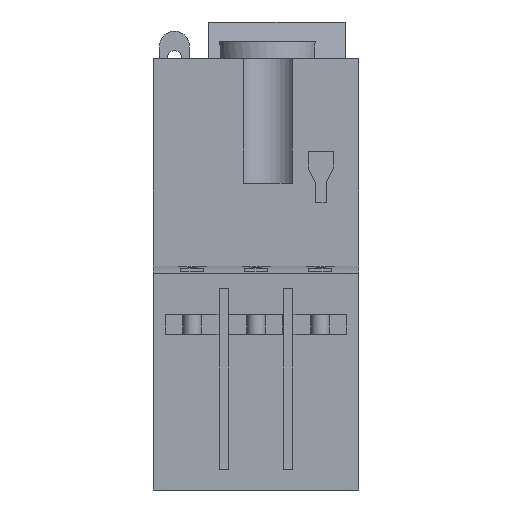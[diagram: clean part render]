
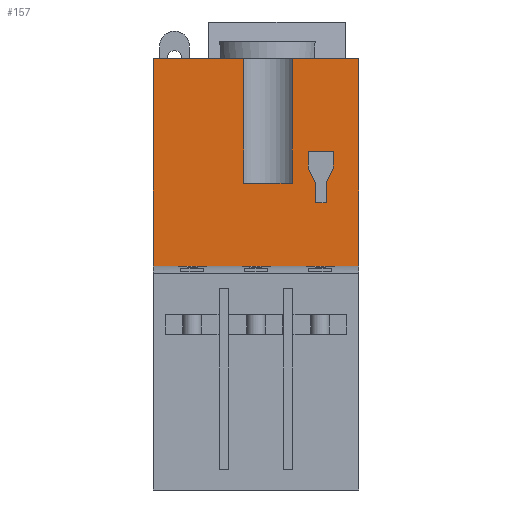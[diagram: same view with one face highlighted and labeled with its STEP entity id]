
A CAD part, front view. The second image highlights one B-rep face of the part: STEP entity #157.
In plain terms, the highlighted planar face has unit normal (0, -1, 0).
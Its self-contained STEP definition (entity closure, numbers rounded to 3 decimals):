
#157 = ADVANCED_FACE( '', ( #522, #523 ), #524, .T. );
#522 = FACE_BOUND( '', #1110, .T. );
#523 = FACE_OUTER_BOUND( '', #1111, .T. );
#524 = PLANE( '', #1112 );
#1110 = EDGE_LOOP( '', ( #2194, #2195, #2196, #2197, #2198, #2199, #2200, #2201 ) );
#1111 = EDGE_LOOP( '', ( #2202, #2203, #2204, #2205, #2206, #2207, #2208, #2209, #2210, #2211, #2212, #2213 ) );
#1112 = AXIS2_PLACEMENT_3D( '', #2214, #2215, #2216 );
#2194 = ORIENTED_EDGE( '', *, *, #4012, .T. );
#2195 = ORIENTED_EDGE( '', *, *, #4033, .T. );
#2196 = ORIENTED_EDGE( '', *, *, #4030, .T. );
#2197 = ORIENTED_EDGE( '', *, *, #4027, .T. );
#2198 = ORIENTED_EDGE( '', *, *, #4024, .T. );
#2199 = ORIENTED_EDGE( '', *, *, #4021, .T. );
#2200 = ORIENTED_EDGE( '', *, *, #4018, .T. );
#2201 = ORIENTED_EDGE( '', *, *, #4015, .T. );
#2202 = ORIENTED_EDGE( '', *, *, #4205, .T. );
#2203 = ORIENTED_EDGE( '', *, *, #4203, .T. );
#2204 = ORIENTED_EDGE( '', *, *, #4206, .T. );
#2205 = ORIENTED_EDGE( '', *, *, #4196, .F. );
#2206 = ORIENTED_EDGE( '', *, *, #4207, .T. );
#2207 = ORIENTED_EDGE( '', *, *, #4208, .T. );
#2208 = ORIENTED_EDGE( '', *, *, #4209, .T. );
#2209 = ORIENTED_EDGE( '', *, *, #4210, .F. );
#2210 = ORIENTED_EDGE( '', *, *, #4211, .F. );
#2211 = ORIENTED_EDGE( '', *, *, #4212, .T. );
#2212 = ORIENTED_EDGE( '', *, *, #4213, .T. );
#2213 = ORIENTED_EDGE( '', *, *, #4198, .F. );
#2214 = CARTESIAN_POINT( '', ( 0., -26.9, 47. ) );
#2215 = DIRECTION( '', ( 0., -1., 0. ) );
#2216 = DIRECTION( '', ( 0., 0., -1. ) );
#4012 = EDGE_CURVE( '', #4873, #4871, #4874, .T. );
#4015 = EDGE_CURVE( '', #4878, #4873, #4879, .T. );
#4018 = EDGE_CURVE( '', #4883, #4878, #4884, .T. );
#4021 = EDGE_CURVE( '', #4888, #4883, #4889, .T. );
#4024 = EDGE_CURVE( '', #4893, #4888, #4894, .T. );
#4027 = EDGE_CURVE( '', #4898, #4893, #4899, .T. );
#4030 = EDGE_CURVE( '', #4903, #4898, #4904, .T. );
#4033 = EDGE_CURVE( '', #4871, #4903, #4907, .T. );
#4196 = EDGE_CURVE( '', #5182, #5184, #5185, .T. );
#4198 = EDGE_CURVE( '', #5186, #5188, #5189, .T. );
#4203 = EDGE_CURVE( '', #5194, #5195, #5196, .T. );
#4205 = EDGE_CURVE( '', #5186, #5194, #5198, .T. );
#4206 = EDGE_CURVE( '', #5195, #5184, #5199, .T. );
#4207 = EDGE_CURVE( '', #5182, #5200, #5201, .T. );
#4208 = EDGE_CURVE( '', #5200, #5202, #5203, .T. );
#4209 = EDGE_CURVE( '', #5202, #5204, #5205, .T. );
#4210 = EDGE_CURVE( '', #5206, #5204, #5207, .T. );
#4211 = EDGE_CURVE( '', #5208, #5206, #5209, .T. );
#4212 = EDGE_CURVE( '', #5208, #5210, #5211, .T. );
#4213 = EDGE_CURVE( '', #5210, #5188, #5212, .T. );
#4871 = VERTEX_POINT( '', #6303 );
#4873 = VERTEX_POINT( '', #6306 );
#4874 = LINE( '', #6307, #6308 );
#4878 = VERTEX_POINT( '', #6314 );
#4879 = LINE( '', #6315, #6316 );
#4883 = VERTEX_POINT( '', #6322 );
#4884 = LINE( '', #6323, #6324 );
#4888 = VERTEX_POINT( '', #6330 );
#4889 = LINE( '', #6331, #6332 );
#4893 = VERTEX_POINT( '', #6338 );
#4894 = LINE( '', #6339, #6340 );
#4898 = VERTEX_POINT( '', #6346 );
#4899 = LINE( '', #6347, #6348 );
#4903 = VERTEX_POINT( '', #6354 );
#4904 = LINE( '', #6355, #6356 );
#4907 = LINE( '', #6361, #6362 );
#5182 = VERTEX_POINT( '', #6781 );
#5184 = VERTEX_POINT( '', #6784 );
#5185 = LINE( '', #6785, #6786 );
#5186 = VERTEX_POINT( '', #6787 );
#5188 = VERTEX_POINT( '', #6789 );
#5189 = LINE( '', #6790, #6791 );
#5194 = VERTEX_POINT( '', #6799 );
#5195 = VERTEX_POINT( '', #6800 );
#5196 = LINE( '', #6801, #6802 );
#5198 = LINE( '', #6804, #6805 );
#5199 = LINE( '', #6806, #6807 );
#5200 = VERTEX_POINT( '', #6808 );
#5201 = LINE( '', #6809, #6810 );
#5202 = VERTEX_POINT( '', #6811 );
#5203 = LINE( '', #6812, #6813 );
#5204 = VERTEX_POINT( '', #6814 );
#5205 = LINE( '', #6815, #6816 );
#5206 = VERTEX_POINT( '', #6817 );
#5207 = LINE( '', #6818, #6819 );
#5208 = VERTEX_POINT( '', #6820 );
#5209 = LINE( '', #6821, #6822 );
#5210 = VERTEX_POINT( '', #6823 );
#5211 = LINE( '', #6824, #6825 );
#5212 = LINE( '', #6826, #6827 );
#6303 = CARTESIAN_POINT( '', ( 33.95, -26.9, 72.2 ) );
#6306 = CARTESIAN_POINT( '', ( 33.95, -26.9, 68.488 ) );
#6307 = CARTESIAN_POINT( '', ( 33.95, -26.9, 59.6 ) );
#6308 = VECTOR( '', #8322, 1. );
#6314 = CARTESIAN_POINT( '', ( 35.505, -26.9, 65.3 ) );
#6315 = CARTESIAN_POINT( '', ( 34.921, -26.9, 66.497 ) );
#6316 = VECTOR( '', #8325, 1. );
#6322 = CARTESIAN_POINT( '', ( 35.505, -26.9, 60.9 ) );
#6323 = CARTESIAN_POINT( '', ( 35.505, -26.9, 56.15 ) );
#6324 = VECTOR( '', #8328, 1. );
#6330 = CARTESIAN_POINT( '', ( 37.895, -26.9, 60.9 ) );
#6331 = CARTESIAN_POINT( '', ( 17.752, -26.9, 60.9 ) );
#6332 = VECTOR( '', #8331, 1. );
#6338 = CARTESIAN_POINT( '', ( 37.895, -26.9, 65.3 ) );
#6339 = CARTESIAN_POINT( '', ( 37.895, -26.9, 53.95 ) );
#6340 = VECTOR( '', #8334, 1. );
#6346 = CARTESIAN_POINT( '', ( 39.45, -26.9, 68.488 ) );
#6347 = CARTESIAN_POINT( '', ( 30.649, -26.9, 50.443 ) );
#6348 = VECTOR( '', #8337, 1. );
#6354 = CARTESIAN_POINT( '', ( 39.45, -26.9, 72.2 ) );
#6355 = CARTESIAN_POINT( '', ( 39.45, -26.9, 57.744 ) );
#6356 = VECTOR( '', #8340, 1. );
#6361 = CARTESIAN_POINT( '', ( 19.725, -26.9, 72.2 ) );
#6362 = VECTOR( '', #8343, 1. );
#6781 = CARTESIAN_POINT( '', ( 0., -26.9, 92.5 ) );
#6784 = CARTESIAN_POINT( '', ( 19.791, -26.9, 92.5 ) );
#6785 = CARTESIAN_POINT( '', ( 0., -26.9, 92.5 ) );
#6786 = VECTOR( '', #8540, 1. );
#6787 = CARTESIAN_POINT( '', ( 30.409, -26.9, 92.5 ) );
#6789 = CARTESIAN_POINT( '', ( 45., -26.9, 92.5 ) );
#6790 = CARTESIAN_POINT( '', ( 0., -26.9, 92.5 ) );
#6791 = VECTOR( '', #8544, 1. );
#6799 = CARTESIAN_POINT( '', ( 30.409, -26.9, 65.2 ) );
#6800 = CARTESIAN_POINT( '', ( 19.791, -26.9, 65.2 ) );
#6801 = CARTESIAN_POINT( '', ( 0., -26.9, 65.2 ) );
#6802 = VECTOR( '', #8551, 1. );
#6804 = CARTESIAN_POINT( '', ( 30.409, -26.9, 78.85 ) );
#6805 = VECTOR( '', #8555, 1. );
#6806 = CARTESIAN_POINT( '', ( 19.791, -26.9, 78.85 ) );
#6807 = VECTOR( '', #8556, 1. );
#6808 = CARTESIAN_POINT( '', ( 0., -26.9, 47. ) );
#6809 = CARTESIAN_POINT( '', ( 0., -26.9, 92.5 ) );
#6810 = VECTOR( '', #8557, 1. );
#6811 = CARTESIAN_POINT( '', ( 18.7, -26.9, 47. ) );
#6812 = CARTESIAN_POINT( '', ( 0., -26.9, 47. ) );
#6813 = VECTOR( '', #8558, 1. );
#6814 = CARTESIAN_POINT( '', ( 18.7, -26.9, 43.8 ) );
#6815 = CARTESIAN_POINT( '', ( 18.7, -26.9, 48. ) );
#6816 = VECTOR( '', #8559, 1. );
#6817 = CARTESIAN_POINT( '', ( 26.3, -26.9, 43.8 ) );
#6818 = CARTESIAN_POINT( '', ( 26.3, -26.9, 43.8 ) );
#6819 = VECTOR( '', #8560, 1. );
#6820 = CARTESIAN_POINT( '', ( 26.3, -26.9, 47. ) );
#6821 = CARTESIAN_POINT( '', ( 26.3, -26.9, 48. ) );
#6822 = VECTOR( '', #8561, 1. );
#6823 = CARTESIAN_POINT( '', ( 45., -26.9, 47. ) );
#6824 = CARTESIAN_POINT( '', ( 0., -26.9, 47. ) );
#6825 = VECTOR( '', #8562, 1. );
#6826 = CARTESIAN_POINT( '', ( 45., -26.9, 92.5 ) );
#6827 = VECTOR( '', #8563, 1. );
#8322 = DIRECTION( '', ( 0., 0., 1. ) );
#8325 = DIRECTION( '', ( -0.438, 0., 0.899 ) );
#8328 = DIRECTION( '', ( 0., 0., 1. ) );
#8331 = DIRECTION( '', ( -1., 0., 0. ) );
#8334 = DIRECTION( '', ( 0., 0., -1. ) );
#8337 = DIRECTION( '', ( -0.438, 0., -0.899 ) );
#8340 = DIRECTION( '', ( 0., 0., -1. ) );
#8343 = DIRECTION( '', ( 1., 0., 0. ) );
#8540 = DIRECTION( '', ( 1., 0., 0. ) );
#8544 = DIRECTION( '', ( 1., 0., 0. ) );
#8551 = DIRECTION( '', ( -1., 0., 0. ) );
#8555 = DIRECTION( '', ( 0., 0., -1. ) );
#8556 = DIRECTION( '', ( 0., 0., 1. ) );
#8557 = DIRECTION( '', ( 0., 0., -1. ) );
#8558 = DIRECTION( '', ( 1., 0., 0. ) );
#8559 = DIRECTION( '', ( 0., 0., -1. ) );
#8560 = DIRECTION( '', ( -1., 0., 0. ) );
#8561 = DIRECTION( '', ( 0., 0., -1. ) );
#8562 = DIRECTION( '', ( 1., 0., 0. ) );
#8563 = DIRECTION( '', ( 0., 0., 1. ) );
